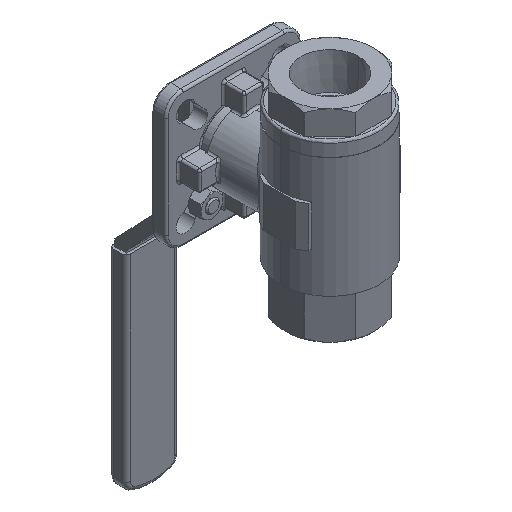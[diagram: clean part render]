
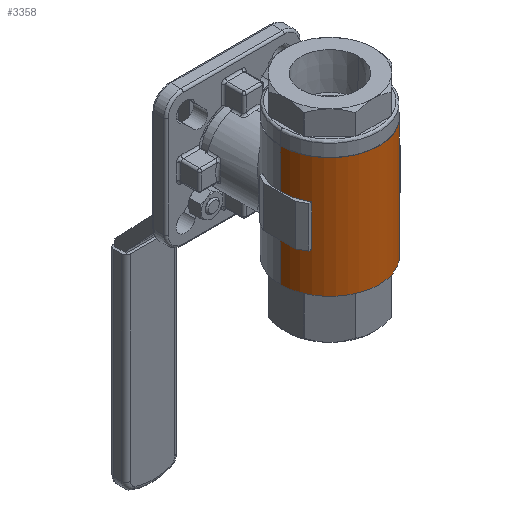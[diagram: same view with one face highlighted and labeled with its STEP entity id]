
A CAD part, isometric view. The second image highlights one B-rep face of the part: STEP entity #3358.
In plain terms, the highlighted cylindrical face has radius 18.288 mm (diameter 36.576 mm), a partial arc.
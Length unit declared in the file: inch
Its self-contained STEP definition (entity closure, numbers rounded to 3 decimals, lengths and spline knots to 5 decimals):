
#428 = EDGE_CURVE ( 'NONE', #5071, #13728, #12454, .T. ) ;
#489 = VERTEX_POINT ( 'NONE', #11524 ) ;
#613 = CARTESIAN_POINT ( 'NONE',  ( 0.72, 0., 0.875 ) ) ;
#661 = DIRECTION ( 'NONE',  ( 0., 0., -1. ) ) ;
#758 = ORIENTED_EDGE ( 'NONE', *, *, #2805, .F. ) ;
#761 = EDGE_CURVE ( 'NONE', #3558, #7778, #9894, .T. ) ;
#1150 = DIRECTION ( 'NONE',  ( 0., 0., -1. ) ) ;
#1366 = DIRECTION ( 'NONE',  ( 0., 0., -1. ) ) ;
#1526 = VERTEX_POINT ( 'NONE', #8375 ) ;
#1664 = EDGE_CURVE ( 'NONE', #8232, #7778, #2386, .T. ) ;
#1688 = FACE_OUTER_BOUND ( 'NONE', #10692, .T. ) ;
#1932 = DIRECTION ( 'NONE',  ( 1., 0., 0. ) ) ;
#2116 = DIRECTION ( 'NONE',  ( 1., 0., 0. ) ) ;
#2386 = LINE ( 'NONE', #11316, #2718 ) ;
#2651 = CIRCLE ( 'NONE', #4974, 0.72 ) ;
#2718 = VECTOR ( 'NONE', #12407, 39.37008 ) ;
#2805 = EDGE_CURVE ( 'NONE', #1526, #10543, #2651, .T. ) ;
#2823 = VERTEX_POINT ( 'NONE', #8248 ) ;
#3042 = LINE ( 'NONE', #3109, #10266 ) ;
#3109 = CARTESIAN_POINT ( 'NONE',  ( 0.62891, -0.35052, 0. ) ) ;
#3358 = ADVANCED_FACE ( 'NONE', ( #1688 ), #12808, .T. ) ;
#3467 = DIRECTION ( 'NONE',  ( -1., 0., 0. ) ) ;
#3558 = VERTEX_POINT ( 'NONE', #12576 ) ;
#3867 = DIRECTION ( 'NONE',  ( -1., 0., 0. ) ) ;
#3908 = CARTESIAN_POINT ( 'NONE',  ( -0.62354, -0.36, 0.3 ) ) ;
#4073 = AXIS2_PLACEMENT_3D ( 'NONE', #9939, #5409, #6521 ) ;
#4151 = CARTESIAN_POINT ( 'NONE',  ( 0., 0., -0.3 ) ) ;
#4875 = ORIENTED_EDGE ( 'NONE', *, *, #14035, .F. ) ;
#4877 = EDGE_CURVE ( 'NONE', #489, #13728, #10097, .T. ) ;
#4974 = AXIS2_PLACEMENT_3D ( 'NONE', #12176, #13417, #3467 ) ;
#5071 = VERTEX_POINT ( 'NONE', #3908 ) ;
#5128 = CARTESIAN_POINT ( 'NONE',  ( 0., 0., -0.3 ) ) ;
#5207 = DIRECTION ( 'NONE',  ( 0., 0., 1. ) ) ;
#5331 = VERTEX_POINT ( 'NONE', #9340 ) ;
#5343 = DIRECTION ( 'NONE',  ( 0., 0., 1. ) ) ;
#5409 = DIRECTION ( 'NONE',  ( 0., 0., 1. ) ) ;
#5521 = CIRCLE ( 'NONE', #13636, 0.72 ) ;
#5674 = AXIS2_PLACEMENT_3D ( 'NONE', #13895, #661, #3867 ) ;
#5835 = CARTESIAN_POINT ( 'NONE',  ( 0.62891, -0.35052, 0.3 ) ) ;
#5851 = ORIENTED_EDGE ( 'NONE', *, *, #9599, .F. ) ;
#5856 = DIRECTION ( 'NONE',  ( -1., 0., 0. ) ) ;
#5979 = ORIENTED_EDGE ( 'NONE', *, *, #13507, .F. ) ;
#6348 = ORIENTED_EDGE ( 'NONE', *, *, #9843, .T. ) ;
#6521 = DIRECTION ( 'NONE',  ( 1., 0., 0. ) ) ;
#6777 = CARTESIAN_POINT ( 'NONE',  ( -0.72, 0., 0.3 ) ) ;
#6847 = EDGE_CURVE ( 'NONE', #489, #8581, #9479, .T. ) ;
#7183 = LINE ( 'NONE', #11395, #12343 ) ;
#7549 = ORIENTED_EDGE ( 'NONE', *, *, #761, .T. ) ;
#7778 = VERTEX_POINT ( 'NONE', #10938 ) ;
#7909 = CARTESIAN_POINT ( 'NONE',  ( -0.72, 0., 0.875 ) ) ;
#8204 = ORIENTED_EDGE ( 'NONE', *, *, #4877, .T. ) ;
#8232 = VERTEX_POINT ( 'NONE', #13667 ) ;
#8248 = CARTESIAN_POINT ( 'NONE',  ( -0.72, 0., -0.3 ) ) ;
#8375 = CARTESIAN_POINT ( 'NONE',  ( 0.72, 0., 0.3 ) ) ;
#8514 = AXIS2_PLACEMENT_3D ( 'NONE', #10240, #12767, #5856 ) ;
#8545 = DIRECTION ( 'NONE',  ( 0., 0., -1. ) ) ;
#8581 = VERTEX_POINT ( 'NONE', #613 ) ;
#8649 = CARTESIAN_POINT ( 'NONE',  ( 0.62891, -0.35052, -0.3 ) ) ;
#8742 = EDGE_CURVE ( 'NONE', #2823, #3558, #10868, .T. ) ;
#9180 = ORIENTED_EDGE ( 'NONE', *, *, #8742, .T. ) ;
#9340 = CARTESIAN_POINT ( 'NONE',  ( -0.62354, -0.36, -0.3 ) ) ;
#9479 = CIRCLE ( 'NONE', #14330, 0.72 ) ;
#9480 = AXIS2_PLACEMENT_3D ( 'NONE', #4151, #14247, #2116 ) ;
#9599 = EDGE_CURVE ( 'NONE', #8581, #1526, #7183, .T. ) ;
#9782 = CARTESIAN_POINT ( 'NONE',  ( -0.72, 0., 0.875 ) ) ;
#9813 = DIRECTION ( 'NONE',  ( 1., 0., 0. ) ) ;
#9843 = EDGE_CURVE ( 'NONE', #10655, #10543, #3042, .T. ) ;
#9894 = CIRCLE ( 'NONE', #4073, 0.72 ) ;
#9939 = CARTESIAN_POINT ( 'NONE',  ( 0., 0., -0.875 ) ) ;
#9965 = VECTOR ( 'NONE', #1150, 39.37008 ) ;
#10097 = LINE ( 'NONE', #7909, #9965 ) ;
#10183 = CIRCLE ( 'NONE', #9480, 0.72 ) ;
#10240 = CARTESIAN_POINT ( 'NONE',  ( 0., 0., 0.3 ) ) ;
#10266 = VECTOR ( 'NONE', #5207, 39.37008 ) ;
#10543 = VERTEX_POINT ( 'NONE', #5835 ) ;
#10576 = CARTESIAN_POINT ( 'NONE',  ( -0.62354, -0.36, 0.875 ) ) ;
#10655 = VERTEX_POINT ( 'NONE', #8649 ) ;
#10692 = EDGE_LOOP ( 'NONE', ( #5851, #13515, #8204, #14084, #4875, #11489, #9180, #7549, #11238, #5979, #6348, #758 ) ) ;
#10868 = LINE ( 'NONE', #9782, #13543 ) ;
#10938 = CARTESIAN_POINT ( 'NONE',  ( 0.72, 0., -0.875 ) ) ;
#10971 = CARTESIAN_POINT ( 'NONE',  ( 0., 0., 0.875 ) ) ;
#11238 = ORIENTED_EDGE ( 'NONE', *, *, #1664, .F. ) ;
#11316 = CARTESIAN_POINT ( 'NONE',  ( 0.72, 0., 0.875 ) ) ;
#11395 = CARTESIAN_POINT ( 'NONE',  ( 0.72, 0., 0.875 ) ) ;
#11489 = ORIENTED_EDGE ( 'NONE', *, *, #13163, .F. ) ;
#11515 = LINE ( 'NONE', #10576, #12298 ) ;
#11524 = CARTESIAN_POINT ( 'NONE',  ( -0.72, 0., 0.875 ) ) ;
#12176 = CARTESIAN_POINT ( 'NONE',  ( 0., 0., 0.3 ) ) ;
#12298 = VECTOR ( 'NONE', #13915, 39.37008 ) ;
#12343 = VECTOR ( 'NONE', #1366, 39.37008 ) ;
#12407 = DIRECTION ( 'NONE',  ( 0., 0., -1. ) ) ;
#12454 = CIRCLE ( 'NONE', #8514, 0.72 ) ;
#12576 = CARTESIAN_POINT ( 'NONE',  ( -0.72, 0., -0.875 ) ) ;
#12767 = DIRECTION ( 'NONE',  ( 0., 0., -1. ) ) ;
#12808 = CYLINDRICAL_SURFACE ( 'NONE', #5674, 0.72 ) ;
#13163 = EDGE_CURVE ( 'NONE', #2823, #5331, #5521, .T. ) ;
#13417 = DIRECTION ( 'NONE',  ( 0., 0., -1. ) ) ;
#13507 = EDGE_CURVE ( 'NONE', #10655, #8232, #10183, .T. ) ;
#13515 = ORIENTED_EDGE ( 'NONE', *, *, #6847, .F. ) ;
#13543 = VECTOR ( 'NONE', #8545, 39.37008 ) ;
#13636 = AXIS2_PLACEMENT_3D ( 'NONE', #5128, #5343, #1932 ) ;
#13667 = CARTESIAN_POINT ( 'NONE',  ( 0.72, 0., -0.3 ) ) ;
#13728 = VERTEX_POINT ( 'NONE', #6777 ) ;
#13895 = CARTESIAN_POINT ( 'NONE',  ( 0., 0., 0.875 ) ) ;
#13915 = DIRECTION ( 'NONE',  ( 0., 0., 1. ) ) ;
#14023 = DIRECTION ( 'NONE',  ( 0., 0., 1. ) ) ;
#14035 = EDGE_CURVE ( 'NONE', #5331, #5071, #11515, .T. ) ;
#14084 = ORIENTED_EDGE ( 'NONE', *, *, #428, .F. ) ;
#14247 = DIRECTION ( 'NONE',  ( 0., 0., 1. ) ) ;
#14330 = AXIS2_PLACEMENT_3D ( 'NONE', #10971, #14023, #9813 ) ;
